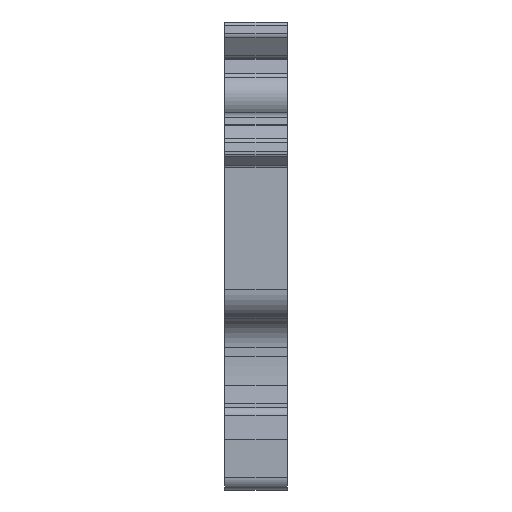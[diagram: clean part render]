
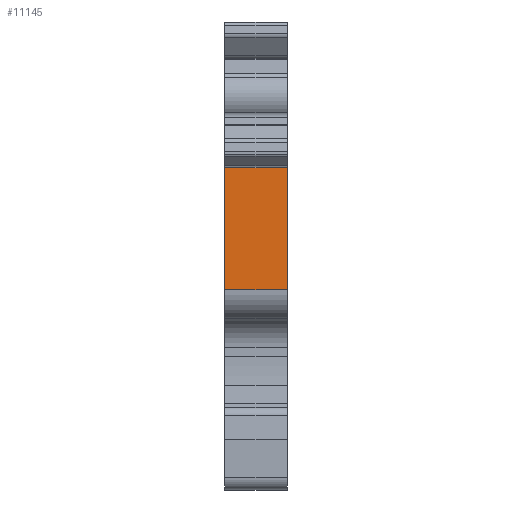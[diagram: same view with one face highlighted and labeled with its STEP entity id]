
A CAD part, left-side view. The second image highlights one B-rep face of the part: STEP entity #11145.
In plain terms, the highlighted planar face has unit normal (-1, 0, 0).
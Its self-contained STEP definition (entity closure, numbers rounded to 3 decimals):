
#1061 = CARTESIAN_POINT ( 'NONE',  ( -40.75, 5., 18.488 ) ) ;
#1467 = EDGE_CURVE ( 'NONE', #15764, #43957, #5420, .T. ) ;
#2042 = ORIENTED_EDGE ( 'NONE', *, *, #10687, .T. ) ;
#2409 = DIRECTION ( 'NONE',  ( 0., -1., 0. ) ) ;
#3740 = EDGE_CURVE ( 'NONE', #43957, #12055, #30612, .T. ) ;
#5420 = LINE ( 'NONE', #16557, #15084 ) ;
#8118 = ORIENTED_EDGE ( 'NONE', *, *, #40754, .T. ) ;
#8350 = CARTESIAN_POINT ( 'NONE',  ( -40.75, 0., 8.734 ) ) ;
#10687 = EDGE_CURVE ( 'NONE', #18509, #12055, #39979, .T. ) ;
#11145 = ADVANCED_FACE ( 'NONE', ( #26758 ), #40796, .F. ) ;
#12001 = CARTESIAN_POINT ( 'NONE',  ( -40.75, 5., 8.734 ) ) ;
#12055 = VERTEX_POINT ( 'NONE', #28870 ) ;
#12642 = DIRECTION ( 'NONE',  ( 0., -1., 0. ) ) ;
#13318 = CARTESIAN_POINT ( 'NONE',  ( -40.75, 0., 8.734 ) ) ;
#13520 = CARTESIAN_POINT ( 'NONE',  ( -40.75, 5., 18.488 ) ) ;
#14834 = CARTESIAN_POINT ( 'NONE',  ( -40.75, 5., 8.734 ) ) ;
#15084 = VECTOR ( 'NONE', #27401, 1000. ) ;
#15764 = VERTEX_POINT ( 'NONE', #31216 ) ;
#16424 = VECTOR ( 'NONE', #22470, 1000. ) ;
#16557 = CARTESIAN_POINT ( 'NONE',  ( -40.75, 5., 8.734 ) ) ;
#18509 = VERTEX_POINT ( 'NONE', #13318 ) ;
#22441 = DIRECTION ( 'NONE',  ( 1., 0., 0. ) ) ;
#22470 = DIRECTION ( 'NONE',  ( 0., 0., 1. ) ) ;
#26123 = DIRECTION ( 'NONE',  ( 0., -1., 0. ) ) ;
#26758 = FACE_OUTER_BOUND ( 'NONE', #31460, .T. ) ;
#27401 = DIRECTION ( 'NONE',  ( 0., 0., 1. ) ) ;
#27479 = VECTOR ( 'NONE', #26123, 1000. ) ;
#27736 = ORIENTED_EDGE ( 'NONE', *, *, #3740, .F. ) ;
#28870 = CARTESIAN_POINT ( 'NONE',  ( -40.75, 0., 18.488 ) ) ;
#29579 = LINE ( 'NONE', #12001, #27479 ) ;
#30612 = LINE ( 'NONE', #13520, #44160 ) ;
#31216 = CARTESIAN_POINT ( 'NONE',  ( -40.75, 5., 8.734 ) ) ;
#31460 = EDGE_LOOP ( 'NONE', ( #2042, #27736, #39499, #8118 ) ) ;
#39499 = ORIENTED_EDGE ( 'NONE', *, *, #1467, .F. ) ;
#39979 = LINE ( 'NONE', #8350, #16424 ) ;
#40018 = AXIS2_PLACEMENT_3D ( 'NONE', #14834, #22441, #12642 ) ;
#40754 = EDGE_CURVE ( 'NONE', #15764, #18509, #29579, .T. ) ;
#40796 = PLANE ( 'NONE',  #40018 ) ;
#43957 = VERTEX_POINT ( 'NONE', #1061 ) ;
#44160 = VECTOR ( 'NONE', #2409, 1000. ) ;
